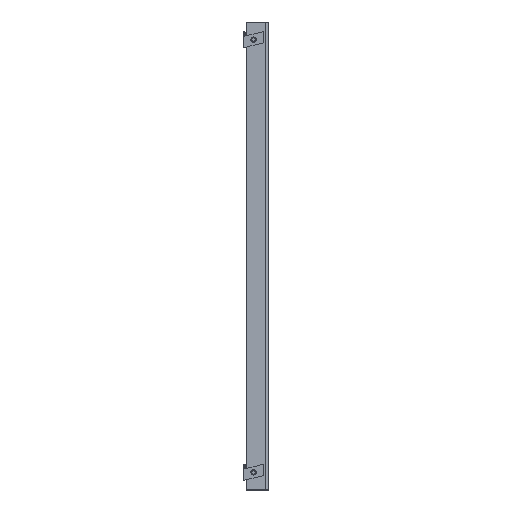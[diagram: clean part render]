
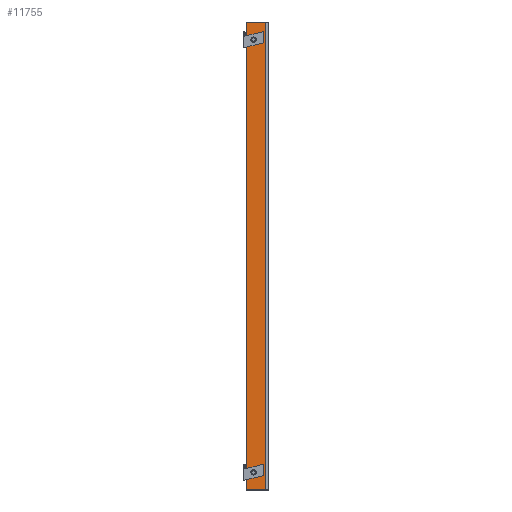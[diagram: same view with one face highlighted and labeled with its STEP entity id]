
A CAD part, left-side view. The second image highlights one B-rep face of the part: STEP entity #11755.
In plain terms, the highlighted planar face has unit normal (-1, 0, 0).
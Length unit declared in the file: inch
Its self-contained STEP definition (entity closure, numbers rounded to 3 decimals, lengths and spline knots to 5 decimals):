
#574 = DIRECTION ( 'NONE',  ( -1., 0., 0. ) ) ;
#716 = FACE_OUTER_BOUND ( 'NONE', #2703, .T. ) ;
#975 = CARTESIAN_POINT ( 'NONE',  ( -20.84, 0.185, -15.75 ) ) ;
#1133 = DIRECTION ( 'NONE',  ( 0., 0., -1. ) ) ;
#1173 = LINE ( 'NONE', #7231, #3236 ) ;
#1584 = ORIENTED_EDGE ( 'NONE', *, *, #5556, .T. ) ;
#1774 = CARTESIAN_POINT ( 'NONE',  ( -20.84, 1., -14.563 ) ) ;
#2027 = CARTESIAN_POINT ( 'NONE',  ( -20.84, 0.125, 15.75 ) ) ;
#2108 = CARTESIAN_POINT ( 'NONE',  ( -20.84, 1., 14.563 ) ) ;
#2173 = EDGE_LOOP ( 'NONE', ( #1584, #3364 ) ) ;
#2357 = CIRCLE ( 'NONE', #2994, 0.2185 ) ;
#2360 = DIRECTION ( 'NONE',  ( 0., 0., -1. ) ) ;
#2676 = PLANE ( 'NONE',  #8211 ) ;
#2703 = EDGE_LOOP ( 'NONE', ( #8141, #8096, #9331, #7684 ) ) ;
#2994 = AXIS2_PLACEMENT_3D ( 'NONE', #8426, #12299, #8236 ) ;
#3083 = DIRECTION ( 'NONE',  ( 0., -1., 0. ) ) ;
#3236 = VECTOR ( 'NONE', #11101, 39.37008 ) ;
#3364 = ORIENTED_EDGE ( 'NONE', *, *, #9634, .T. ) ;
#3589 = CIRCLE ( 'NONE', #7374, 0.2185 ) ;
#3619 = DIRECTION ( 'NONE',  ( 1., 0., 0. ) ) ;
#4162 = EDGE_CURVE ( 'NONE', #12067, #12102, #5146, .T. ) ;
#4307 = EDGE_CURVE ( 'NONE', #10080, #8312, #2357, .T. ) ;
#4471 = EDGE_CURVE ( 'NONE', #12067, #12782, #7042, .T. ) ;
#4593 = CIRCLE ( 'NONE', #10489, 0.2185 ) ;
#5146 = LINE ( 'NONE', #12953, #9295 ) ;
#5311 = VECTOR ( 'NONE', #3083, 39.37008 ) ;
#5556 = EDGE_CURVE ( 'NONE', #12252, #12766, #3589, .T. ) ;
#5790 = FACE_BOUND ( 'NONE', #7243, .T. ) ;
#5802 = DIRECTION ( 'NONE',  ( 1., 0., 0. ) ) ;
#5873 = EDGE_CURVE ( 'NONE', #12782, #6967, #8484, .T. ) ;
#6967 = VERTEX_POINT ( 'NONE', #975 ) ;
#7042 = LINE ( 'NONE', #2027, #5311 ) ;
#7231 = CARTESIAN_POINT ( 'NONE',  ( -20.84, 0.125, -15.75 ) ) ;
#7243 = EDGE_LOOP ( 'NONE', ( #8227, #8489 ) ) ;
#7290 = CARTESIAN_POINT ( 'NONE',  ( -20.84, 1.5, 15.75 ) ) ;
#7374 = AXIS2_PLACEMENT_3D ( 'NONE', #1774, #3619, #9788 ) ;
#7684 = ORIENTED_EDGE ( 'NONE', *, *, #5873, .F. ) ;
#8096 = ORIENTED_EDGE ( 'NONE', *, *, #4162, .T. ) ;
#8141 = ORIENTED_EDGE ( 'NONE', *, *, #4471, .F. ) ;
#8160 = DIRECTION ( 'NONE',  ( 1., 0., 0. ) ) ;
#8211 = AXIS2_PLACEMENT_3D ( 'NONE', #11640, #574, #8802 ) ;
#8227 = ORIENTED_EDGE ( 'NONE', *, *, #8272, .T. ) ;
#8236 = DIRECTION ( 'NONE',  ( 0., 1., 0. ) ) ;
#8242 = CARTESIAN_POINT ( 'NONE',  ( -20.84, 0.7815, -14.563 ) ) ;
#8272 = EDGE_CURVE ( 'NONE', #8312, #10080, #10183, .T. ) ;
#8312 = VERTEX_POINT ( 'NONE', #9016 ) ;
#8383 = VECTOR ( 'NONE', #2360, 39.37008 ) ;
#8426 = CARTESIAN_POINT ( 'NONE',  ( -20.84, 1., 14.563 ) ) ;
#8484 = LINE ( 'NONE', #10247, #8383 ) ;
#8489 = ORIENTED_EDGE ( 'NONE', *, *, #4307, .T. ) ;
#8649 = EDGE_CURVE ( 'NONE', #6967, #12102, #1173, .T. ) ;
#8704 = AXIS2_PLACEMENT_3D ( 'NONE', #2108, #8160, #12296 ) ;
#8737 = FACE_BOUND ( 'NONE', #2173, .T. ) ;
#8802 = DIRECTION ( 'NONE',  ( 0., 1., 0. ) ) ;
#9016 = CARTESIAN_POINT ( 'NONE',  ( -20.84, 1.2185, 14.563 ) ) ;
#9295 = VECTOR ( 'NONE', #1133, 39.37008 ) ;
#9331 = ORIENTED_EDGE ( 'NONE', *, *, #8649, .F. ) ;
#9634 = EDGE_CURVE ( 'NONE', #12766, #12252, #4593, .T. ) ;
#9788 = DIRECTION ( 'NONE',  ( 0., 1., 0. ) ) ;
#10080 = VERTEX_POINT ( 'NONE', #12411 ) ;
#10183 = CIRCLE ( 'NONE', #8704, 0.2185 ) ;
#10207 = CARTESIAN_POINT ( 'NONE',  ( -20.84, 0.185, 15.75 ) ) ;
#10247 = CARTESIAN_POINT ( 'NONE',  ( -20.84, 0.185, 15.75 ) ) ;
#10489 = AXIS2_PLACEMENT_3D ( 'NONE', #12828, #5802, #12751 ) ;
#10773 = CARTESIAN_POINT ( 'NONE',  ( -20.84, 1.2185, -14.563 ) ) ;
#11101 = DIRECTION ( 'NONE',  ( 0., 1., 0. ) ) ;
#11640 = CARTESIAN_POINT ( 'NONE',  ( -20.84, 0.1105, -15.75 ) ) ;
#11755 = ADVANCED_FACE ( 'NONE', ( #716, #8737, #5790 ), #2676, .T. ) ;
#12067 = VERTEX_POINT ( 'NONE', #7290 ) ;
#12102 = VERTEX_POINT ( 'NONE', #12288 ) ;
#12252 = VERTEX_POINT ( 'NONE', #10773 ) ;
#12288 = CARTESIAN_POINT ( 'NONE',  ( -20.84, 1.5, -15.75 ) ) ;
#12296 = DIRECTION ( 'NONE',  ( 0., 1., 0. ) ) ;
#12299 = DIRECTION ( 'NONE',  ( 1., 0., 0. ) ) ;
#12411 = CARTESIAN_POINT ( 'NONE',  ( -20.84, 0.7815, 14.563 ) ) ;
#12751 = DIRECTION ( 'NONE',  ( 0., 1., 0. ) ) ;
#12766 = VERTEX_POINT ( 'NONE', #8242 ) ;
#12782 = VERTEX_POINT ( 'NONE', #10207 ) ;
#12828 = CARTESIAN_POINT ( 'NONE',  ( -20.84, 1., -14.563 ) ) ;
#12953 = CARTESIAN_POINT ( 'NONE',  ( -20.84, 1.5, 15.75 ) ) ;
